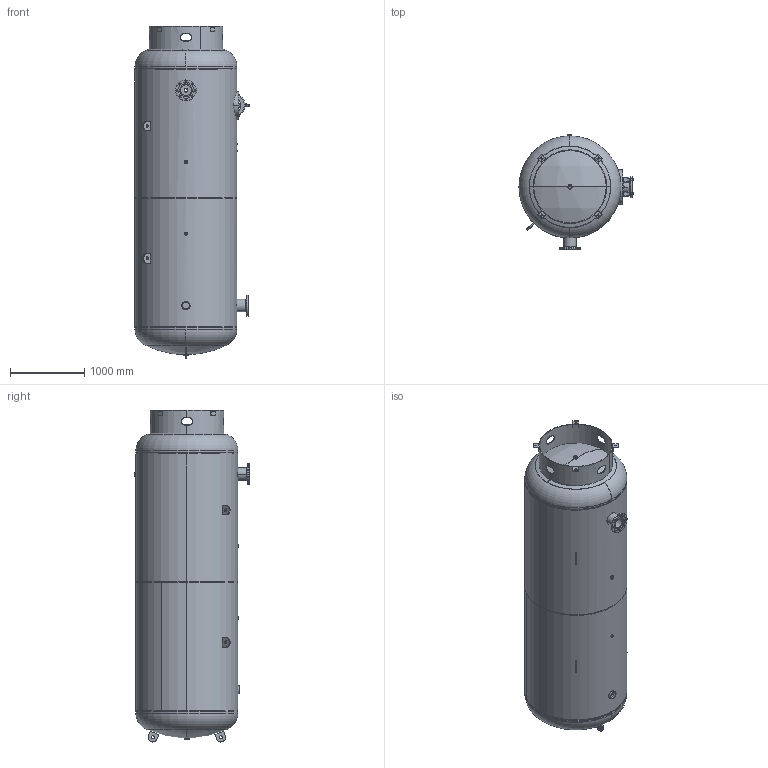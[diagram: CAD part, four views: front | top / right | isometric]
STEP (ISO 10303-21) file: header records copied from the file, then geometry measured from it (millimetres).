
FILE_DESCRIPTION (( 'STEP AP214' ), '1' );
FILE_NAME ('302446.STEP', '2025-06-26T22:09:13', ( '' ), ( '' ), 'SwSTEP 2.0', 'SolidWorks 2022', '' );
FILE_SCHEMA (( 'AUTOMOTIVE_DESIGN' ));
Length unit declared in the file: inch
Products named in the file (1): 302446
Bounding box: 1533.43 x 1539.06 x 4463.41 mm (x, y, z)
Surface area: 41482857.6 mm2 (no closed solid volume)
Topology: 0 solids, 44 shells, 370 faces, 1093 edges, 759 vertices
Faces by surface type: cylinder 151, plane 134, torus 52, bspline 25, sphere 8
Entity records: 26637 total; most frequent: CARTESIAN_POINT 11965, DIRECTION 2117, ORIENTED_EDGE 1833, EDGE_CURVE 1093, AXIS2_PLACEMENT_3D 836, VERTEX_POINT 759, CIRCLE 490, EDGE_LOOP 447
